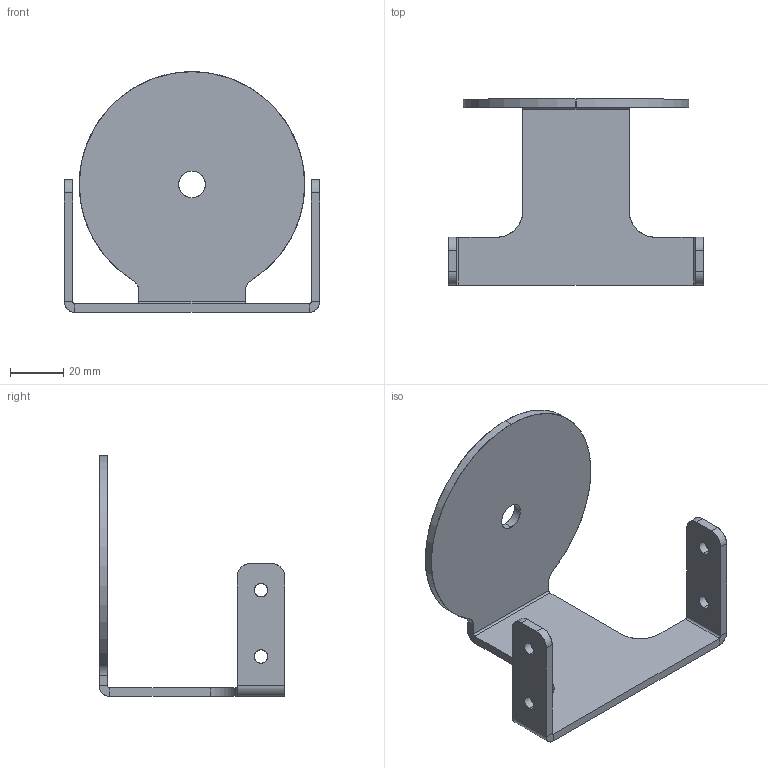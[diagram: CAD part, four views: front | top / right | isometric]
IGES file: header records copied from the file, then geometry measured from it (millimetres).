
Start section: SolidWorks IGES file using analytic representation for surfaces
Global section: file name: カバー金具.IGS; native system: SolidWorks 2015; preprocessor: SolidWorks 2015; author: Administrator; date: 160114.192634; units: millimetre
Bounding box: 96.2 x 70 x 90.7 mm (x, y, z)
Surface area: 24781.3 mm2 (no closed solid volume)
Topology: 0 solids, 0 shells, 53 faces, 838 edges, 838 vertices
Faces by surface type: bspline 27, revolution 26
